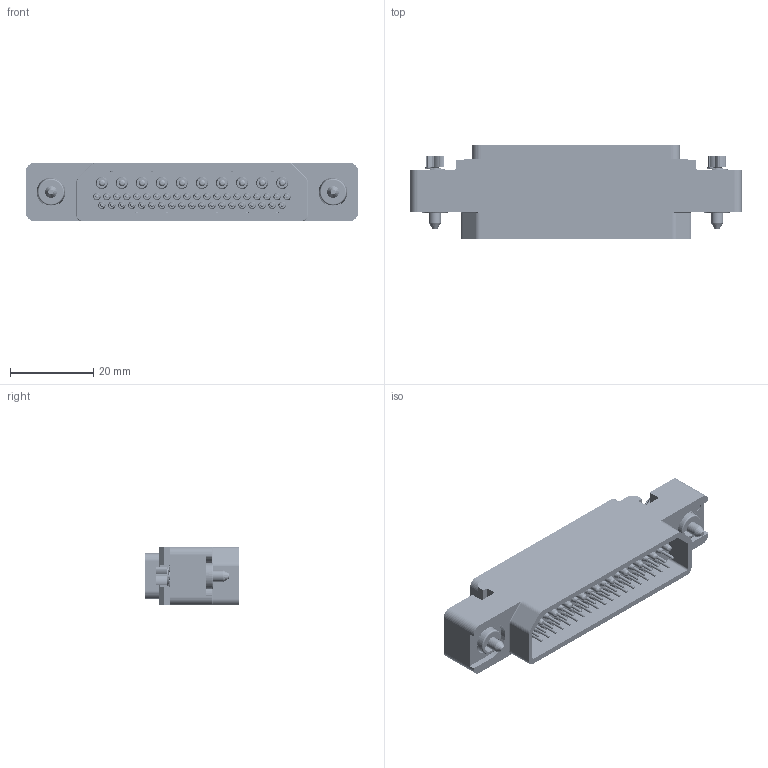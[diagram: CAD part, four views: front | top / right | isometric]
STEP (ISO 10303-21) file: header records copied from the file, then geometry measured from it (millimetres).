
FILE_DESCRIPTION((''),'2;1');
FILE_NAME('1900ND03P1A00B','2019-10-25T',('presta_be4'),(''),'CREO PARAMETRIC BY PTC INC, 2018360','CREO PARAMETRIC BY PTC INC, 2018360','');
FILE_SCHEMA(('CONFIG_CONTROL_DESIGN'));
Products named in the file (1): 1900ND03P1A00B
Bounding box: 80 x 22.77 x 14 mm (x, y, z)
Volume: 12652.2 mm3; surface area: 16645.9 mm2
Topology: 1 solids, 3 shells, 6411 faces, 14999 edges, 8963 vertices
Faces by surface type: plane 2099, cylinder 1961, torus 1319, cone 902, bspline 102, extrusion 28
Entity records: 207763 total; most frequent: CARTESIAN_POINT 58569, DIRECTION 33296, ORIENTED_EDGE 29794, EDGE_CURVE 14897, AXIS2_PLACEMENT_3D 12991, VERTEX_POINT 8963, VECTOR 7314, LINE 7286
